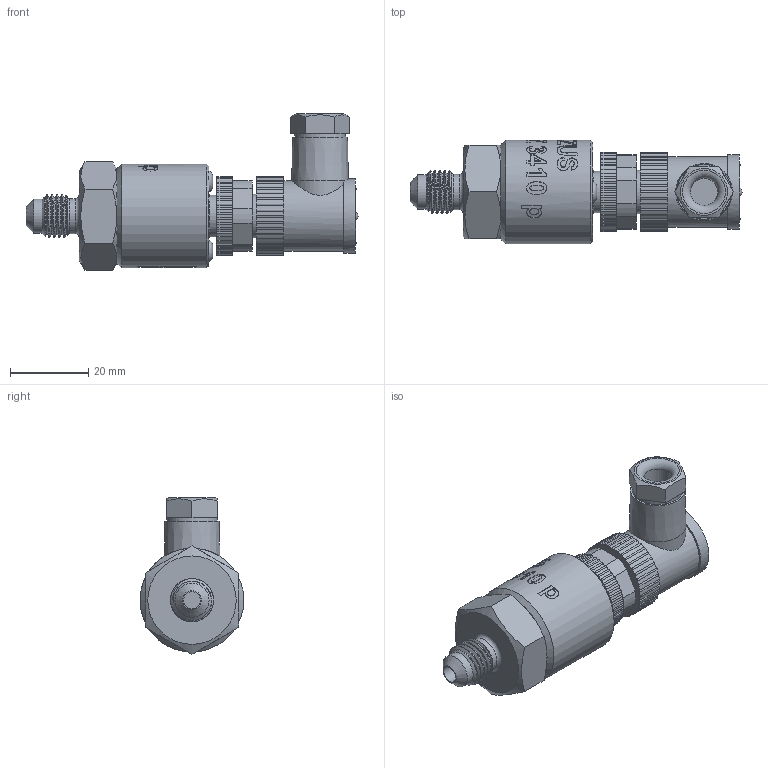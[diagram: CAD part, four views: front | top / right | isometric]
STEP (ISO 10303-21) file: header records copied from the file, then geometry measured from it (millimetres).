
FILE_DESCRIPTION(/* description */ (''),/* implementation_level */ '2;1');
FILE_NAME(/* name */ 'ASZ3410p_11_M12x1-angular.step',/* time_stamp */ '2021-07-19T17:45:59+03:00',/* author */ (''),/* organization */ (''),/* preprocessor_version */ 'ST-DEVELOPER v18.1',/* originating_system */ 'Autodesk Translation Framework v10.9.0.1377',/* authorisation */ '');
FILE_SCHEMA (('AUTOMOTIVE_DESIGN { 1 0 10303 214 3 1 1 }'));
Length unit declared in the file: millimetre
Products named in the file (4): АСЗ 3420(3410) p - filled; 7/16-20 UNF; РП30-27.100.000.060 v9; M12x1 female angular v10
Assembly tree (3 placements, depth 2):
  АСЗ 3420(3410) p - filled
    7/16-20 UNF
    РП30-27.100.000.060 v9
    M12x1 female angular v10
Bounding box: 84.86 x 26.5 x 40.06 mm (x, y, z)
Volume: 30066.3 mm3; surface area: 10828.7 mm2
Topology: 3 solids, 6 shells, 769 faces, 2085 edges, 1383 vertices
Faces by surface type: bspline 330, cylinder 273, plane 142, cone 15, torus 8, sphere 1
Full cylindrical faces by diameter (mm): 1 x8, 4.3 x1, 4.34 x2, 5.4 x2, 7 x1, 8 x1, 8.2 x1, 8.74 x1, 9 x1, 9.471 x2, 9.601 x4, 10.6 x2, 10.741 x5, 11.011 x3, 11.035 x4, 11.156 x1, 11.884 x4, 12.152 x4, 13 x1, 18 x1, 19 x1, 26.5 x1
Entity records: 33801 total; most frequent: CARTESIAN_POINT 16293, ORIENTED_EDGE 4170, DIRECTION 2719, EDGE_CURVE 2085, VERTEX_POINT 1383, AXIS2_PLACEMENT_3D 950, EDGE_LOOP 828, LINE 819
